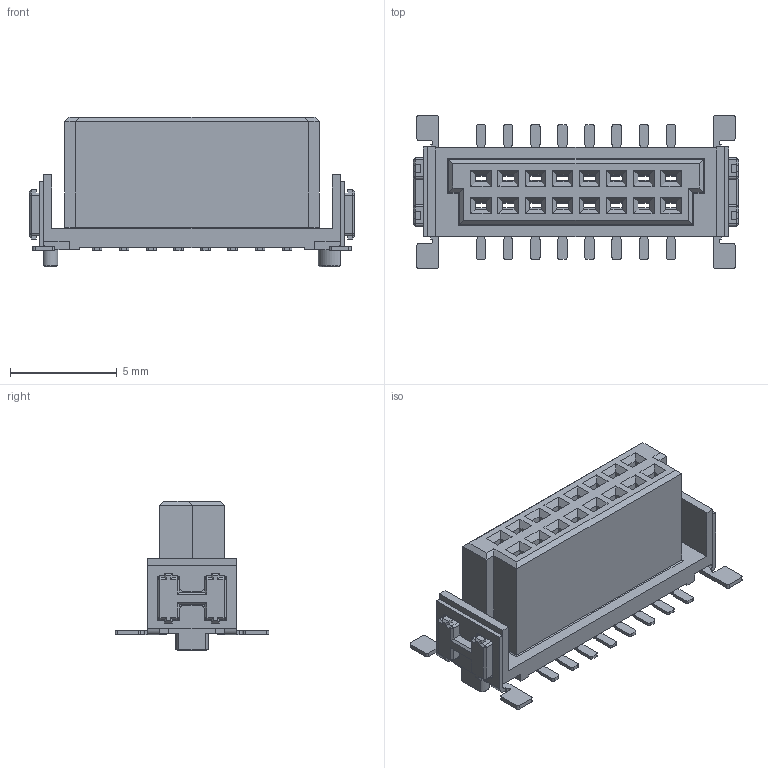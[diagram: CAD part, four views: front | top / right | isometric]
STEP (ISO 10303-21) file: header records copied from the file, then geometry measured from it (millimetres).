
FILE_DESCRIPTION((''),'2;1');
FILE_NAME('M55-6001642_ASM','2021-06-22T08:42:25',('mrudkin'),(''),'CREO PARAMETRIC BY PTC INC, 2020154','CREO PARAMETRIC BY PTC INC, 2020154','');
FILE_SCHEMA(('CONFIG_CONTROL_DESIGN','SHAPE_APPEARANCE_LAYERS_GROUPS'));
Length unit declared in the file: millimetre
Products named in the file (4): M55-60016_MOULD; M55-600_CONTACT; M55-700_STRAP; M55-6001642_ASM
Assembly tree (19 placements, depth 2):
  M55-6001642_ASM
    M55-60016_MOULD
    M55-600_CONTACT  x16
    M55-700_STRAP  x2
Bounding box: 15.24 x 7.2 x 7 mm (x, y, z)
Volume: 185 mm3; surface area: 1167.4 mm2
Topology: 19 solids, 19 shells, 2973 faces, 7302 edges, 4370 vertices
Faces by surface type: cylinder 1135, plane 1083, torus 448, bspline 160, sphere 128, cone 19
Entity records: 25471 total; most frequent: CARTESIAN_POINT 3749, ORIENTED_EDGE 3132, DIRECTION 3101, PRESENTATION_STYLE_ASSIGNMENT 1710, STYLED_ITEM 1569, CURVE_STYLE 1566, EDGE_CURVE 1566, VECTOR 1259
